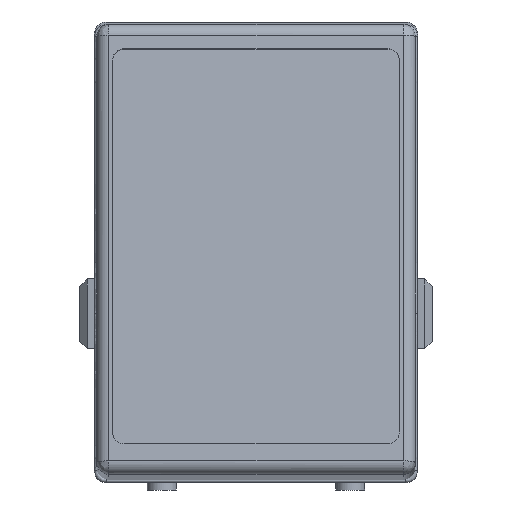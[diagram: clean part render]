
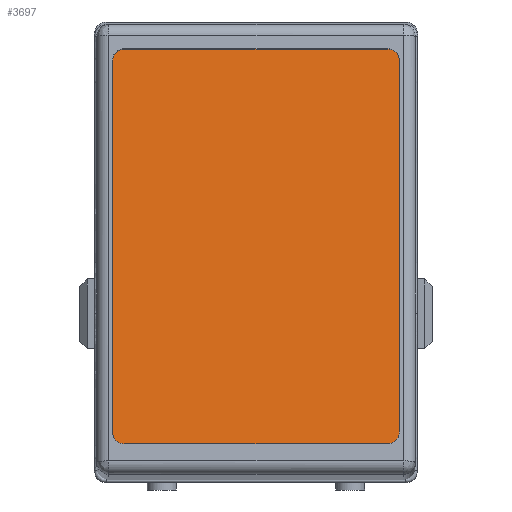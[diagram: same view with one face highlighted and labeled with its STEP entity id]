
A CAD part, left-side view. The second image highlights one B-rep face of the part: STEP entity #3697.
In plain terms, the highlighted free-form (B-spline) face has degree [1, 1] with [2, 2] control points.
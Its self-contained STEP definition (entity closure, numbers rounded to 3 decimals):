
#3471 = VERTEX_POINT('',#3472);
#3472 = CARTESIAN_POINT('',(-66.528,-53.53,
    157.223));
#3477 = EDGE_CURVE('',#3471,#3478,#3480,.T.);
#3478 = VERTEX_POINT('',#3479);
#3479 = CARTESIAN_POINT('',(-83.413,-53.53,
    18.802));
#3480 = B_SPLINE_CURVE_WITH_KNOTS('',1,(#3481,#3482),.UNSPECIFIED.,.F.,
  .F.,(2,2),(0.,155.),.PIECEWISE_BEZIER_KNOTS.);
#3481 = CARTESIAN_POINT('',(-66.528,-53.53,
    157.223));
#3482 = CARTESIAN_POINT('',(-83.413,-53.53,
    18.802));
#3498 = EDGE_CURVE('',#3499,#3471,#3501,.T.);
#3499 = VERTEX_POINT('',#3500);
#3500 = CARTESIAN_POINT('',(-65.983,-49.031,
    161.688));
#3501 = ( BOUNDED_CURVE() B_SPLINE_CURVE(2,(#3502,#3503,#3504),
.UNSPECIFIED.,.F.,.F.) B_SPLINE_CURVE_WITH_KNOTS((3,3),(4.712,
6.283),.PIECEWISE_BEZIER_KNOTS.) CURVE() 
GEOMETRIC_REPRESENTATION_ITEM() RATIONAL_B_SPLINE_CURVE((1.,
0.707,1.)) REPRESENTATION_ITEM('') );
#3502 = CARTESIAN_POINT('',(-65.983,-49.031,
    161.688));
#3503 = CARTESIAN_POINT('',(-65.983,-53.53,
    161.688));
#3504 = CARTESIAN_POINT('',(-66.528,-53.53,
    157.223));
#3537 = VERTEX_POINT('',#3538);
#3538 = CARTESIAN_POINT('',(-65.983,49.031,
    161.688));
#3543 = EDGE_CURVE('',#3537,#3499,#3544,.T.);
#3544 = B_SPLINE_CURVE_WITH_KNOTS('',1,(#3545,#3546),.UNSPECIFIED.,.F.,
  .F.,(2,2),(0.,109.),.PIECEWISE_BEZIER_KNOTS.);
#3545 = CARTESIAN_POINT('',(-65.983,49.031,
    161.688));
#3546 = CARTESIAN_POINT('',(-65.983,-49.031,
    161.688));
#3558 = EDGE_CURVE('',#3559,#3537,#3561,.T.);
#3559 = VERTEX_POINT('',#3560);
#3560 = CARTESIAN_POINT('',(-66.528,53.53,
    157.223));
#3561 = ( BOUNDED_CURVE() B_SPLINE_CURVE(2,(#3562,#3563,#3564),
.UNSPECIFIED.,.F.,.F.) B_SPLINE_CURVE_WITH_KNOTS((3,3),(4.712,
6.283),.PIECEWISE_BEZIER_KNOTS.) CURVE() 
GEOMETRIC_REPRESENTATION_ITEM() RATIONAL_B_SPLINE_CURVE((1.,
0.707,1.)) REPRESENTATION_ITEM('') );
#3562 = CARTESIAN_POINT('',(-66.528,53.53,
    157.223));
#3563 = CARTESIAN_POINT('',(-65.983,53.53,
    161.688));
#3564 = CARTESIAN_POINT('',(-65.983,49.031,
    161.688));
#3597 = VERTEX_POINT('',#3598);
#3598 = CARTESIAN_POINT('',(-83.413,53.53,
    18.802));
#3603 = EDGE_CURVE('',#3597,#3559,#3604,.T.);
#3604 = B_SPLINE_CURVE_WITH_KNOTS('',1,(#3605,#3606),.UNSPECIFIED.,.F.,
  .F.,(2,2),(0.,155.),.PIECEWISE_BEZIER_KNOTS.);
#3605 = CARTESIAN_POINT('',(-83.413,53.53,
    18.802));
#3606 = CARTESIAN_POINT('',(-66.528,53.53,
    157.223));
#3618 = EDGE_CURVE('',#3619,#3597,#3621,.T.);
#3619 = VERTEX_POINT('',#3620);
#3620 = CARTESIAN_POINT('',(-83.958,49.031,
    14.337));
#3621 = ( BOUNDED_CURVE() B_SPLINE_CURVE(2,(#3622,#3623,#3624),
.UNSPECIFIED.,.F.,.F.) B_SPLINE_CURVE_WITH_KNOTS((3,3),(4.712,
6.283),.PIECEWISE_BEZIER_KNOTS.) CURVE() 
GEOMETRIC_REPRESENTATION_ITEM() RATIONAL_B_SPLINE_CURVE((1.,
0.707,1.)) REPRESENTATION_ITEM('') );
#3622 = CARTESIAN_POINT('',(-83.958,49.031,
    14.337));
#3623 = CARTESIAN_POINT('',(-83.958,53.53,
    14.337));
#3624 = CARTESIAN_POINT('',(-83.413,53.53,
    18.802));
#3657 = VERTEX_POINT('',#3658);
#3658 = CARTESIAN_POINT('',(-83.958,-49.031,
    14.337));
#3663 = EDGE_CURVE('',#3657,#3619,#3664,.T.);
#3664 = B_SPLINE_CURVE_WITH_KNOTS('',1,(#3665,#3666),.UNSPECIFIED.,.F.,
  .F.,(2,2),(0.,109.),.PIECEWISE_BEZIER_KNOTS.);
#3665 = CARTESIAN_POINT('',(-83.958,-49.031,
    14.337));
#3666 = CARTESIAN_POINT('',(-83.958,49.031,
    14.337));
#3678 = EDGE_CURVE('',#3478,#3657,#3679,.T.);
#3679 = ( BOUNDED_CURVE() B_SPLINE_CURVE(2,(#3680,#3681,#3682),
.UNSPECIFIED.,.F.,.F.) B_SPLINE_CURVE_WITH_KNOTS((3,3),(4.712,
6.283),.PIECEWISE_BEZIER_KNOTS.) CURVE() 
GEOMETRIC_REPRESENTATION_ITEM() RATIONAL_B_SPLINE_CURVE((1.,
0.707,1.)) REPRESENTATION_ITEM('') );
#3680 = CARTESIAN_POINT('',(-83.413,-53.53,
    18.802));
#3681 = CARTESIAN_POINT('',(-83.958,-53.53,
    14.337));
#3682 = CARTESIAN_POINT('',(-83.958,-49.031,
    14.337));
#3697 = ADVANCED_FACE('',(#3698),#3708,.T.);
#3698 = FACE_BOUND('',#3699,.T.);
#3699 = EDGE_LOOP('',(#3700,#3701,#3702,#3703,#3704,#3705,#3706,#3707));
#3700 = ORIENTED_EDGE('',*,*,#3678,.F.);
#3701 = ORIENTED_EDGE('',*,*,#3477,.F.);
#3702 = ORIENTED_EDGE('',*,*,#3498,.F.);
#3703 = ORIENTED_EDGE('',*,*,#3543,.F.);
#3704 = ORIENTED_EDGE('',*,*,#3558,.F.);
#3705 = ORIENTED_EDGE('',*,*,#3603,.F.);
#3706 = ORIENTED_EDGE('',*,*,#3618,.F.);
#3707 = ORIENTED_EDGE('',*,*,#3663,.F.);
#3708 = B_SPLINE_SURFACE_WITH_KNOTS('',1,1,(
    (#3709,#3710)
    ,(#3711,#3712
    )),.UNSPECIFIED.,.F.,.F.,.F.,(2,2),(2,2),(-59.5,59.5),(-82.5,82.5),
  .PIECEWISE_BEZIER_KNOTS.);
#3709 = CARTESIAN_POINT('',(-65.983,-53.53,
    161.688));
#3710 = CARTESIAN_POINT('',(-83.958,-53.53,
    14.337));
#3711 = CARTESIAN_POINT('',(-65.983,53.53,
    161.688));
#3712 = CARTESIAN_POINT('',(-83.958,53.53,
    14.337));
